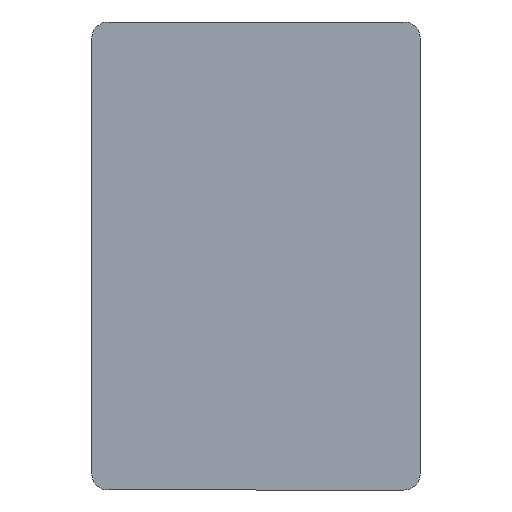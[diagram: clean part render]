
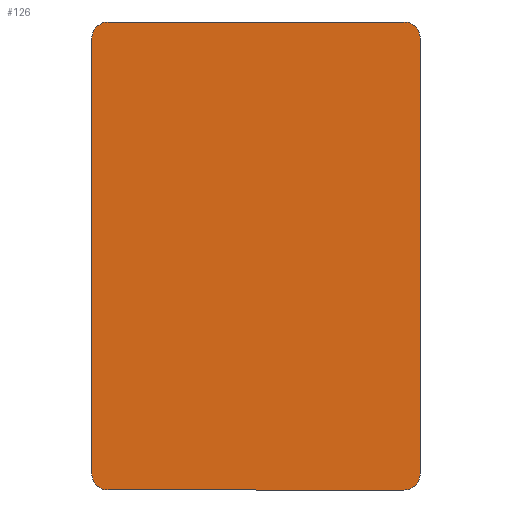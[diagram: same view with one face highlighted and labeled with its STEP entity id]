
A CAD part, front view. The second image highlights one B-rep face of the part: STEP entity #126.
In plain terms, the highlighted planar face has unit normal (0, -1, 0).
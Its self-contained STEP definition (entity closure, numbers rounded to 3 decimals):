
#28 = CARTESIAN_POINT ( 'NONE',  ( -18., 0., 28.5 ) ) ;
#77 = ORIENTED_EDGE ( 'NONE', *, *, #267, .F. ) ;
#88 = CARTESIAN_POINT ( 'NONE',  ( 0., 0., 0. ) ) ;
#121 = DIRECTION ( 'NONE',  ( 0., 0., -1. ) ) ;
#126 = ADVANCED_FACE ( 'NONE', ( #1141 ), #682, .F. ) ;
#134 = CARTESIAN_POINT ( 'NONE',  ( 18., 0., -28.5 ) ) ;
#151 = CARTESIAN_POINT ( 'NONE',  ( 20., 0., 26.5 ) ) ;
#181 = ORIENTED_EDGE ( 'NONE', *, *, #1089, .F. ) ;
#187 = CARTESIAN_POINT ( 'NONE',  ( -18., 0., 28.5 ) ) ;
#206 = CIRCLE ( 'NONE', #1300, 2. ) ;
#207 = DIRECTION ( 'NONE',  ( 1., 0., 0. ) ) ;
#222 = ORIENTED_EDGE ( 'NONE', *, *, #1352, .F. ) ;
#229 = VECTOR ( 'NONE', #787, 1000. ) ;
#243 = CARTESIAN_POINT ( 'NONE',  ( -18., 0., -28.5 ) ) ;
#267 = EDGE_CURVE ( 'NONE', #1653, #1695, #753, .T. ) ;
#277 = VERTEX_POINT ( 'NONE', #1634 ) ;
#324 = AXIS2_PLACEMENT_3D ( 'NONE', #941, #532, #1536 ) ;
#352 = AXIS2_PLACEMENT_3D ( 'NONE', #869, #994, #121 ) ;
#370 = EDGE_CURVE ( 'NONE', #277, #1653, #642, .T. ) ;
#376 = DIRECTION ( 'NONE',  ( 0., 1., 0. ) ) ;
#387 = CARTESIAN_POINT ( 'NONE',  ( -18., 0., -26.5 ) ) ;
#532 = DIRECTION ( 'NONE',  ( 0., 1., 0. ) ) ;
#537 = DIRECTION ( 'NONE',  ( 0., 0., -1. ) ) ;
#563 = DIRECTION ( 'NONE',  ( 0., 0., 1. ) ) ;
#617 = ORIENTED_EDGE ( 'NONE', *, *, #1410, .F. ) ;
#623 = ORIENTED_EDGE ( 'NONE', *, *, #370, .F. ) ;
#629 = CARTESIAN_POINT ( 'NONE',  ( -20., 0., -26.5 ) ) ;
#642 = CIRCLE ( 'NONE', #901, 2. ) ;
#682 = PLANE ( 'NONE',  #1548 ) ;
#735 = VECTOR ( 'NONE', #1443, 1000. ) ;
#736 = CIRCLE ( 'NONE', #324, 2. ) ;
#753 = LINE ( 'NONE', #904, #1396 ) ;
#787 = DIRECTION ( 'NONE',  ( 0., 0., -1. ) ) ;
#835 = EDGE_CURVE ( 'NONE', #1695, #882, #1647, .T. ) ;
#838 = EDGE_CURVE ( 'NONE', #1526, #277, #1588, .T. ) ;
#869 = CARTESIAN_POINT ( 'NONE',  ( -18., 0., 26.5 ) ) ;
#879 = VERTEX_POINT ( 'NONE', #1377 ) ;
#882 = VERTEX_POINT ( 'NONE', #28 ) ;
#893 = VECTOR ( 'NONE', #207, 1000. ) ;
#901 = AXIS2_PLACEMENT_3D ( 'NONE', #387, #1280, #537 ) ;
#904 = CARTESIAN_POINT ( 'NONE',  ( -20., 0., 26.5 ) ) ;
#919 = CARTESIAN_POINT ( 'NONE',  ( -20., 0., 26.5 ) ) ;
#941 = CARTESIAN_POINT ( 'NONE',  ( 18., 0., -26.5 ) ) ;
#961 = EDGE_LOOP ( 'NONE', ( #1277, #77, #623, #1517, #617, #222, #1571, #181 ) ) ;
#994 = DIRECTION ( 'NONE',  ( 0., 1., 0. ) ) ;
#1046 = DIRECTION ( 'NONE',  ( 0., 0., 1. ) ) ;
#1089 = EDGE_CURVE ( 'NONE', #882, #879, #1690, .T. ) ;
#1141 = FACE_OUTER_BOUND ( 'NONE', #961, .T. ) ;
#1142 = CARTESIAN_POINT ( 'NONE',  ( 20., 0., 26.5 ) ) ;
#1163 = CARTESIAN_POINT ( 'NONE',  ( 20., 0., -26.5 ) ) ;
#1277 = ORIENTED_EDGE ( 'NONE', *, *, #835, .F. ) ;
#1278 = VERTEX_POINT ( 'NONE', #151 ) ;
#1280 = DIRECTION ( 'NONE',  ( 0., 1., 0. ) ) ;
#1300 = AXIS2_PLACEMENT_3D ( 'NONE', #1465, #1452, #1732 ) ;
#1352 = EDGE_CURVE ( 'NONE', #1278, #1921, #1877, .T. ) ;
#1377 = CARTESIAN_POINT ( 'NONE',  ( 18., 0., 28.5 ) ) ;
#1396 = VECTOR ( 'NONE', #1046, 1000. ) ;
#1410 = EDGE_CURVE ( 'NONE', #1921, #1526, #736, .T. ) ;
#1443 = DIRECTION ( 'NONE',  ( -1., 0., 0. ) ) ;
#1452 = DIRECTION ( 'NONE',  ( 0., 1., 0. ) ) ;
#1465 = CARTESIAN_POINT ( 'NONE',  ( 18., 0., 26.5 ) ) ;
#1517 = ORIENTED_EDGE ( 'NONE', *, *, #838, .F. ) ;
#1526 = VERTEX_POINT ( 'NONE', #134 ) ;
#1536 = DIRECTION ( 'NONE',  ( 0., 0., -1. ) ) ;
#1548 = AXIS2_PLACEMENT_3D ( 'NONE', #88, #376, #563 ) ;
#1571 = ORIENTED_EDGE ( 'NONE', *, *, #1837, .F. ) ;
#1588 = LINE ( 'NONE', #243, #735 ) ;
#1634 = CARTESIAN_POINT ( 'NONE',  ( -18., 0., -28.5 ) ) ;
#1647 = CIRCLE ( 'NONE', #352, 2. ) ;
#1653 = VERTEX_POINT ( 'NONE', #629 ) ;
#1690 = LINE ( 'NONE', #187, #893 ) ;
#1695 = VERTEX_POINT ( 'NONE', #919 ) ;
#1732 = DIRECTION ( 'NONE',  ( 0., 0., 1. ) ) ;
#1837 = EDGE_CURVE ( 'NONE', #879, #1278, #206, .T. ) ;
#1877 = LINE ( 'NONE', #1142, #229 ) ;
#1921 = VERTEX_POINT ( 'NONE', #1163 ) ;
